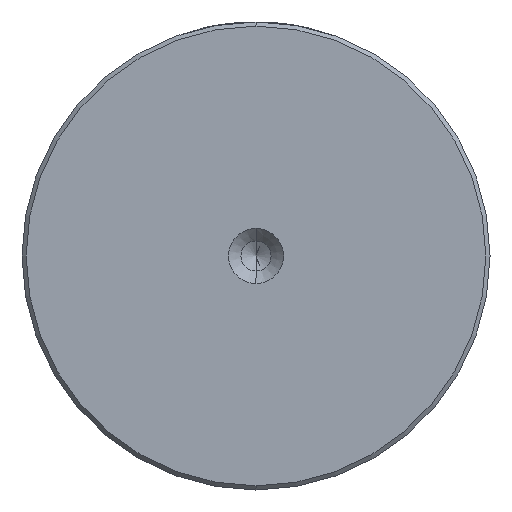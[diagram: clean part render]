
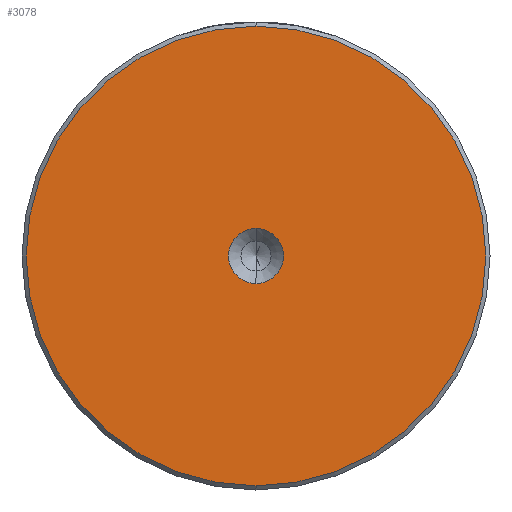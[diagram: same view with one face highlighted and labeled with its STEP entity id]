
A CAD part, left-side view. The second image highlights one B-rep face of the part: STEP entity #3078.
In plain terms, the highlighted planar face has unit normal (-1, 0, 0).
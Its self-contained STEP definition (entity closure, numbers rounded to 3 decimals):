
#2 = DIRECTION ( 'NONE',  ( -1., 0., 0. ) ) ;
#9 = DIRECTION ( 'NONE',  ( -1., 0., 0. ) ) ;
#59 = VERTEX_POINT ( 'NONE', #507 ) ;
#117 = FACE_OUTER_BOUND ( 'NONE', #1460, .T. ) ;
#139 = DIRECTION ( 'NONE',  ( -1., 0., 0. ) ) ;
#144 = VERTEX_POINT ( 'NONE', #2409 ) ;
#236 = CARTESIAN_POINT ( 'NONE',  ( 0., 0., 0. ) ) ;
#372 = DIRECTION ( 'NONE',  ( -1., 0., 0. ) ) ;
#427 = ORIENTED_EDGE ( 'NONE', *, *, #442, .F. ) ;
#442 = EDGE_CURVE ( 'NONE', #739, #144, #1971, .T. ) ;
#448 = CARTESIAN_POINT ( 'NONE',  ( 0., 0., 0. ) ) ;
#507 = CARTESIAN_POINT ( 'NONE',  ( 0., 0., -27.5 ) ) ;
#594 = EDGE_CURVE ( 'NONE', #59, #1007, #1840, .T. ) ;
#699 = DIRECTION ( 'NONE',  ( 0., 0., 1. ) ) ;
#739 = VERTEX_POINT ( 'NONE', #1757 ) ;
#842 = CARTESIAN_POINT ( 'NONE',  ( 0., 0., 27.5 ) ) ;
#907 = EDGE_LOOP ( 'NONE', ( #2932, #427 ) ) ;
#944 = CARTESIAN_POINT ( 'NONE',  ( 0., 0., 0. ) ) ;
#1007 = VERTEX_POINT ( 'NONE', #842 ) ;
#1223 = FACE_BOUND ( 'NONE', #907, .T. ) ;
#1354 = CIRCLE ( 'NONE', #2128, 3.3 ) ;
#1460 = EDGE_LOOP ( 'NONE', ( #1723, #2704 ) ) ;
#1640 = CARTESIAN_POINT ( 'NONE',  ( 0., 0., 0. ) ) ;
#1711 = AXIS2_PLACEMENT_3D ( 'NONE', #236, #2, #1754 ) ;
#1723 = ORIENTED_EDGE ( 'NONE', *, *, #594, .T. ) ;
#1754 = DIRECTION ( 'NONE',  ( 0., 0., 1. ) ) ;
#1757 = CARTESIAN_POINT ( 'NONE',  ( 0., 0., -3.3 ) ) ;
#1767 = DIRECTION ( 'NONE',  ( 0., 0., 1. ) ) ;
#1804 = EDGE_CURVE ( 'NONE', #1007, #59, #1929, .T. ) ;
#1834 = AXIS2_PLACEMENT_3D ( 'NONE', #448, #2188, #699 ) ;
#1840 = CIRCLE ( 'NONE', #1834, 27.5 ) ;
#1876 = CARTESIAN_POINT ( 'NONE',  ( 0., 0., 0. ) ) ;
#1885 = DIRECTION ( 'NONE',  ( 0., 0., 1. ) ) ;
#1929 = CIRCLE ( 'NONE', #2133, 27.5 ) ;
#1971 = CIRCLE ( 'NONE', #2928, 3.3 ) ;
#2120 = DIRECTION ( 'NONE',  ( 0., 0., 1. ) ) ;
#2128 = AXIS2_PLACEMENT_3D ( 'NONE', #944, #9, #1767 ) ;
#2133 = AXIS2_PLACEMENT_3D ( 'NONE', #1640, #139, #1885 ) ;
#2188 = DIRECTION ( 'NONE',  ( -1., 0., 0. ) ) ;
#2254 = EDGE_CURVE ( 'NONE', #144, #739, #1354, .T. ) ;
#2409 = CARTESIAN_POINT ( 'NONE',  ( 0., 0., 3.3 ) ) ;
#2704 = ORIENTED_EDGE ( 'NONE', *, *, #1804, .T. ) ;
#2928 = AXIS2_PLACEMENT_3D ( 'NONE', #1876, #372, #2120 ) ;
#2932 = ORIENTED_EDGE ( 'NONE', *, *, #2254, .F. ) ;
#2971 = PLANE ( 'NONE',  #1711 ) ;
#3078 = ADVANCED_FACE ( 'NONE', ( #117, #1223 ), #2971, .T. ) ;
